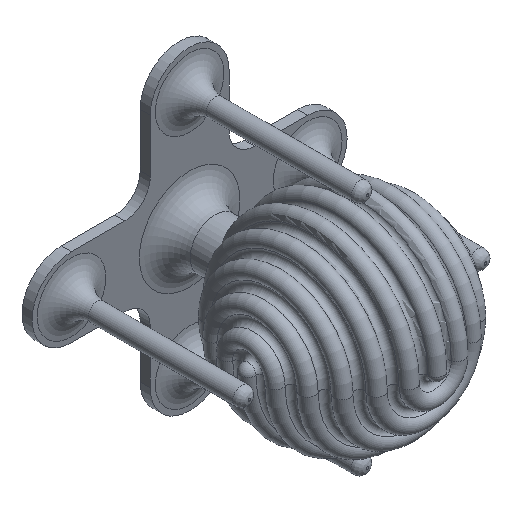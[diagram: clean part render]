
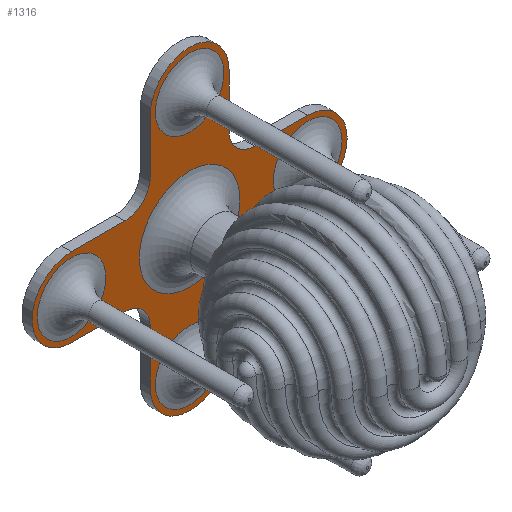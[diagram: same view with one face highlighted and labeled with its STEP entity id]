
A CAD part, isometric view. The second image highlights one B-rep face of the part: STEP entity #1316.
In plain terms, the highlighted planar face has unit normal (0, -1, 0).
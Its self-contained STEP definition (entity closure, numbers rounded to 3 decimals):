
#13=FACE_BOUND('',#271,.T.);
#14=FACE_BOUND('',#272,.T.);
#15=FACE_BOUND('',#273,.T.);
#16=FACE_BOUND('',#274,.T.);
#17=FACE_BOUND('',#275,.T.);
#88=PLANE('',#1559);
#182=FACE_OUTER_BOUND('',#270,.T.);
#270=EDGE_LOOP('',(#1151,#1152,#1153,#1154,#1155,#1156,#1157,#1158,#1159,
#1160,#1161,#1162,#1163,#1164,#1165,#1166));
#271=EDGE_LOOP('',(#1167));
#272=EDGE_LOOP('',(#1168));
#273=EDGE_LOOP('',(#1169));
#274=EDGE_LOOP('',(#1170));
#275=EDGE_LOOP('',(#1171));
#293=LINE('',#2435,#333);
#298=LINE('',#2450,#338);
#303=LINE('',#2465,#343);
#308=LINE('',#2480,#348);
#317=LINE('',#2667,#357);
#318=LINE('',#2670,#358);
#319=LINE('',#2673,#359);
#320=LINE('',#2676,#360);
#333=VECTOR('',#1897,10.);
#338=VECTOR('',#1910,10.);
#343=VECTOR('',#1923,10.);
#348=VECTOR('',#1936,10.);
#357=VECTOR('',#2031,10.);
#358=VECTOR('',#2034,10.);
#359=VECTOR('',#2037,10.);
#360=VECTOR('',#2040,10.);
#466=CIRCLE('',#1502,5.);
#468=CIRCLE('',#1506,5.);
#470=CIRCLE('',#1510,5.);
#472=CIRCLE('',#1514,5.);
#503=CIRCLE('',#1558,9.9);
#504=CIRCLE('',#1560,7.75);
#505=CIRCLE('',#1561,7.75);
#506=CIRCLE('',#1562,7.75);
#507=CIRCLE('',#1563,7.75);
#508=CIRCLE('',#1564,6.75);
#509=CIRCLE('',#1565,6.75);
#510=CIRCLE('',#1566,6.75);
#511=CIRCLE('',#1567,6.75);
#585=VERTEX_POINT('',#2425);
#586=VERTEX_POINT('',#2426);
#589=VERTEX_POINT('',#2434);
#591=VERTEX_POINT('',#2440);
#592=VERTEX_POINT('',#2441);
#595=VERTEX_POINT('',#2449);
#597=VERTEX_POINT('',#2455);
#598=VERTEX_POINT('',#2456);
#601=VERTEX_POINT('',#2464);
#603=VERTEX_POINT('',#2470);
#604=VERTEX_POINT('',#2471);
#607=VERTEX_POINT('',#2479);
#633=VERTEX_POINT('',#2662);
#634=VERTEX_POINT('',#2666);
#635=VERTEX_POINT('',#2669);
#636=VERTEX_POINT('',#2672);
#637=VERTEX_POINT('',#2675);
#638=VERTEX_POINT('',#2678);
#639=VERTEX_POINT('',#2680);
#640=VERTEX_POINT('',#2682);
#641=VERTEX_POINT('',#2684);
#752=EDGE_CURVE('',#585,#586,#466,.T.);
#756=EDGE_CURVE('',#586,#589,#293,.T.);
#759=EDGE_CURVE('',#591,#592,#468,.T.);
#763=EDGE_CURVE('',#592,#595,#298,.T.);
#766=EDGE_CURVE('',#597,#598,#470,.T.);
#770=EDGE_CURVE('',#598,#601,#303,.T.);
#773=EDGE_CURVE('',#603,#604,#472,.T.);
#777=EDGE_CURVE('',#604,#607,#308,.T.);
#815=EDGE_CURVE('',#633,#633,#503,.T.);
#816=EDGE_CURVE('',#634,#597,#317,.T.);
#817=EDGE_CURVE('',#607,#634,#504,.T.);
#818=EDGE_CURVE('',#635,#603,#318,.T.);
#819=EDGE_CURVE('',#589,#635,#505,.T.);
#820=EDGE_CURVE('',#636,#585,#319,.T.);
#821=EDGE_CURVE('',#595,#636,#506,.T.);
#822=EDGE_CURVE('',#637,#591,#320,.T.);
#823=EDGE_CURVE('',#601,#637,#507,.T.);
#824=EDGE_CURVE('',#638,#638,#508,.T.);
#825=EDGE_CURVE('',#639,#639,#509,.T.);
#826=EDGE_CURVE('',#640,#640,#510,.T.);
#827=EDGE_CURVE('',#641,#641,#511,.T.);
#1151=ORIENTED_EDGE('',*,*,#816,.F.);
#1152=ORIENTED_EDGE('',*,*,#817,.F.);
#1153=ORIENTED_EDGE('',*,*,#777,.F.);
#1154=ORIENTED_EDGE('',*,*,#773,.F.);
#1155=ORIENTED_EDGE('',*,*,#818,.F.);
#1156=ORIENTED_EDGE('',*,*,#819,.F.);
#1157=ORIENTED_EDGE('',*,*,#756,.F.);
#1158=ORIENTED_EDGE('',*,*,#752,.F.);
#1159=ORIENTED_EDGE('',*,*,#820,.F.);
#1160=ORIENTED_EDGE('',*,*,#821,.F.);
#1161=ORIENTED_EDGE('',*,*,#763,.F.);
#1162=ORIENTED_EDGE('',*,*,#759,.F.);
#1163=ORIENTED_EDGE('',*,*,#822,.F.);
#1164=ORIENTED_EDGE('',*,*,#823,.F.);
#1165=ORIENTED_EDGE('',*,*,#770,.F.);
#1166=ORIENTED_EDGE('',*,*,#766,.F.);
#1167=ORIENTED_EDGE('',*,*,#824,.F.);
#1168=ORIENTED_EDGE('',*,*,#825,.F.);
#1169=ORIENTED_EDGE('',*,*,#826,.F.);
#1170=ORIENTED_EDGE('',*,*,#827,.F.);
#1171=ORIENTED_EDGE('',*,*,#815,.F.);
#1316=ADVANCED_FACE('',(#182,#13,#14,#15,#16,#17),#88,.F.);
#1502=AXIS2_PLACEMENT_3D('',#2427,#1889,#1890);
#1506=AXIS2_PLACEMENT_3D('',#2442,#1902,#1903);
#1510=AXIS2_PLACEMENT_3D('',#2457,#1915,#1916);
#1514=AXIS2_PLACEMENT_3D('',#2472,#1928,#1929);
#1558=AXIS2_PLACEMENT_3D('',#2664,#2027,#2028);
#1559=AXIS2_PLACEMENT_3D('',#2665,#2029,#2030);
#1560=AXIS2_PLACEMENT_3D('',#2668,#2032,#2033);
#1561=AXIS2_PLACEMENT_3D('',#2671,#2035,#2036);
#1562=AXIS2_PLACEMENT_3D('',#2674,#2038,#2039);
#1563=AXIS2_PLACEMENT_3D('',#2677,#2041,#2042);
#1564=AXIS2_PLACEMENT_3D('',#2679,#2043,#2044);
#1565=AXIS2_PLACEMENT_3D('',#2681,#2045,#2046);
#1566=AXIS2_PLACEMENT_3D('',#2683,#2047,#2048);
#1567=AXIS2_PLACEMENT_3D('',#2685,#2049,#2050);
#1889=DIRECTION('center_axis',(0.,-1.,0.));
#1890=DIRECTION('ref_axis',(0.707,0.,-0.707));
#1897=DIRECTION('',(0.,0.,1.));
#1902=DIRECTION('center_axis',(0.,-1.,0.));
#1903=DIRECTION('ref_axis',(0.707,0.,0.707));
#1910=DIRECTION('',(-1.,0.,0.));
#1915=DIRECTION('center_axis',(0.,-1.,0.));
#1916=DIRECTION('ref_axis',(-0.707,0.,0.707));
#1923=DIRECTION('',(0.,0.,-1.));
#1928=DIRECTION('center_axis',(0.,-1.,0.));
#1929=DIRECTION('ref_axis',(-0.707,0.,-0.707));
#1936=DIRECTION('',(1.,0.,0.));
#2027=DIRECTION('center_axis',(0.,-1.,0.));
#2028=DIRECTION('ref_axis',(1.,0.,0.));
#2029=DIRECTION('center_axis',(0.,1.,0.));
#2030=DIRECTION('ref_axis',(0.,0.,1.));
#2031=DIRECTION('',(-1.,0.,0.));
#2032=DIRECTION('center_axis',(0.,1.,0.));
#2033=DIRECTION('ref_axis',(0.,0.,1.));
#2034=DIRECTION('',(0.,0.,-1.));
#2035=DIRECTION('center_axis',(0.,1.,0.));
#2036=DIRECTION('ref_axis',(-1.,0.,0.));
#2037=DIRECTION('',(1.,0.,0.));
#2038=DIRECTION('center_axis',(0.,1.,0.));
#2039=DIRECTION('ref_axis',(0.,0.,-1.));
#2040=DIRECTION('',(0.,0.,1.));
#2041=DIRECTION('center_axis',(0.,1.,0.));
#2042=DIRECTION('ref_axis',(1.,0.,0.));
#2043=DIRECTION('center_axis',(0.,-1.,0.));
#2044=DIRECTION('ref_axis',(1.,0.,0.));
#2045=DIRECTION('center_axis',(0.,-1.,0.));
#2046=DIRECTION('ref_axis',(1.,0.,0.));
#2047=DIRECTION('center_axis',(0.,-1.,0.));
#2048=DIRECTION('ref_axis',(1.,0.,0.));
#2049=DIRECTION('center_axis',(0.,-1.,0.));
#2050=DIRECTION('ref_axis',(1.,0.,0.));
#2425=CARTESIAN_POINT('',(-12.75,30.,7.75));
#2426=CARTESIAN_POINT('',(-7.75,30.,12.75));
#2427=CARTESIAN_POINT('Origin',(-12.75,30.,12.75));
#2434=CARTESIAN_POINT('',(-7.75,30.,23.25));
#2435=CARTESIAN_POINT('',(-7.75,30.,-23.25));
#2440=CARTESIAN_POINT('',(-7.75,30.,-12.75));
#2441=CARTESIAN_POINT('',(-12.75,30.,-7.75));
#2442=CARTESIAN_POINT('Origin',(-12.75,30.,-12.75));
#2449=CARTESIAN_POINT('',(-23.25,30.,-7.75));
#2450=CARTESIAN_POINT('',(23.25,30.,-7.75));
#2455=CARTESIAN_POINT('',(12.75,30.,-7.75));
#2456=CARTESIAN_POINT('',(7.75,30.,-12.75));
#2457=CARTESIAN_POINT('Origin',(12.75,30.,-12.75));
#2464=CARTESIAN_POINT('',(7.75,30.,-23.25));
#2465=CARTESIAN_POINT('',(7.75,30.,23.25));
#2470=CARTESIAN_POINT('',(7.75,30.,12.75));
#2471=CARTESIAN_POINT('',(12.75,30.,7.75));
#2472=CARTESIAN_POINT('Origin',(12.75,30.,12.75));
#2479=CARTESIAN_POINT('',(23.25,30.,7.75));
#2480=CARTESIAN_POINT('',(-23.25,30.,7.75));
#2662=CARTESIAN_POINT('',(0.,30.,-9.9));
#2664=CARTESIAN_POINT('Origin',(0.,30.,0.));
#2665=CARTESIAN_POINT('Origin',(0.,30.,0.));
#2666=CARTESIAN_POINT('',(23.25,30.,-7.75));
#2667=CARTESIAN_POINT('',(23.25,30.,-7.75));
#2668=CARTESIAN_POINT('Origin',(23.25,30.,0.));
#2669=CARTESIAN_POINT('',(7.75,30.,23.25));
#2670=CARTESIAN_POINT('',(7.75,30.,23.25));
#2671=CARTESIAN_POINT('Origin',(0.,30.,23.25));
#2672=CARTESIAN_POINT('',(-23.25,30.,7.75));
#2673=CARTESIAN_POINT('',(-23.25,30.,7.75));
#2674=CARTESIAN_POINT('Origin',(-23.25,30.,0.));
#2675=CARTESIAN_POINT('',(-7.75,30.,-23.25));
#2676=CARTESIAN_POINT('',(-7.75,30.,-23.25));
#2677=CARTESIAN_POINT('Origin',(0.,30.,-23.25));
#2678=CARTESIAN_POINT('',(0.,30.,-30.));
#2679=CARTESIAN_POINT('Origin',(0.,30.,-23.25));
#2680=CARTESIAN_POINT('',(-23.25,30.,-6.75));
#2681=CARTESIAN_POINT('Origin',(-23.25,30.,0.));
#2682=CARTESIAN_POINT('',(0.,30.,16.5));
#2683=CARTESIAN_POINT('Origin',(0.,30.,23.25));
#2684=CARTESIAN_POINT('',(23.25,30.,-6.75));
#2685=CARTESIAN_POINT('Origin',(23.25,30.,0.));
